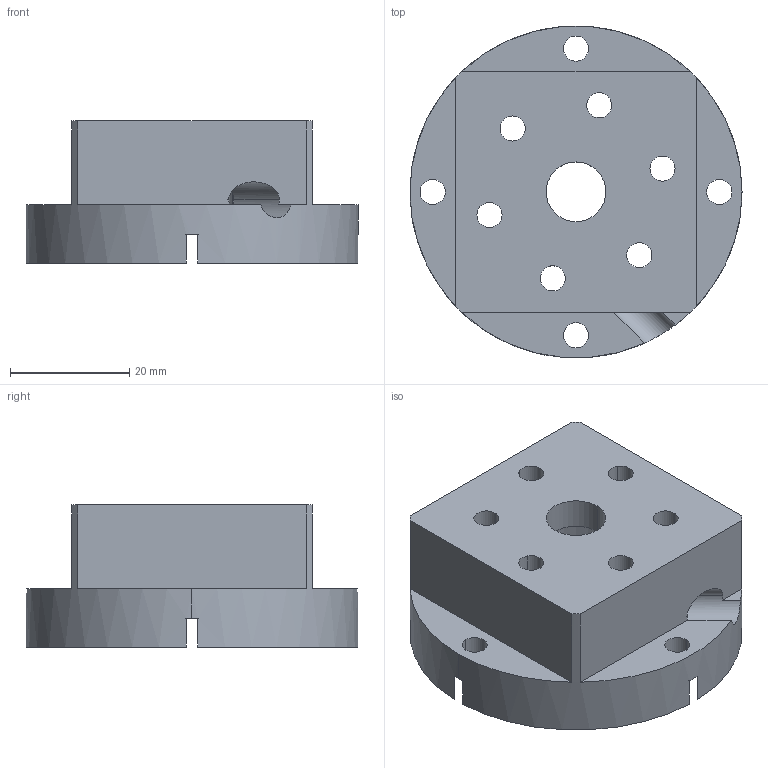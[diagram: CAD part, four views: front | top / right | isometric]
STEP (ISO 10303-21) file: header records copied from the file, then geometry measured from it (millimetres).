
FILE_DESCRIPTION(('CATIA V5 STEP Exchange'),'2;1');
FILE_NAME('002.stp','2018-09-27T19:01:16+00:00',('none'),('none'),'CATIA Version 5 Release 21 GA (IN-10)','CATIA V5 STEP AP203','none');
FILE_SCHEMA(('CONFIG_CONTROL_DESIGN'));
Length unit declared in the file: millimetre
Products named in the file (1): 002
Bounding box: 55.6 x 55.6 x 23.8 mm (x, y, z)
Volume: 25730.7 mm3; surface area: 11750.9 mm2
Topology: 1 solids, 1 shells, 80 faces, 234 edges, 156 vertices
Faces by surface type: cylinder 54, plane 26
Entity records: 2532 total; most frequent: CARTESIAN_POINT 507, ORIENTED_EDGE 468, DIRECTION 298, EDGE_CURVE 234, AXIS2_PLACEMENT_3D 169, VERTEX_POINT 156, CIRCLE 133, EDGE_LOOP 104
